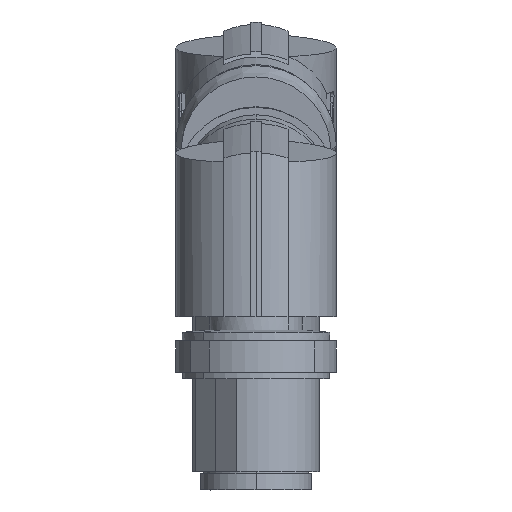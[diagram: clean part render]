
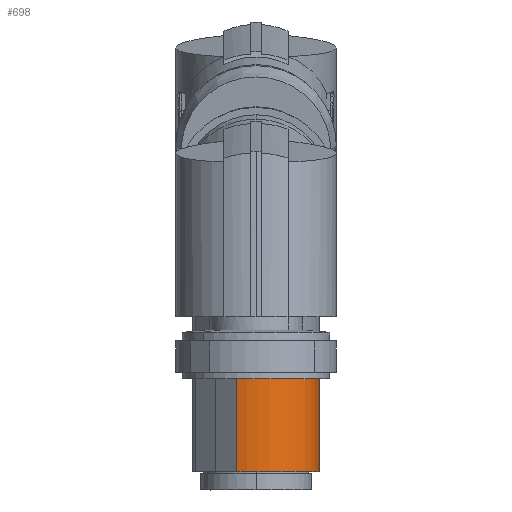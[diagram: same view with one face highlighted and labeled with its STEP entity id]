
A CAD part, front view. The second image highlights one B-rep face of the part: STEP entity #698.
In plain terms, the highlighted cylindrical face has radius 5.942 mm (diameter 11.884 mm), a partial arc.
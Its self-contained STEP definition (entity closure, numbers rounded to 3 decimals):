
#698=ADVANCED_FACE('',(#1422),#1423,.T.);
#1422=FACE_OUTER_BOUND('',#2362,.T.);
#1423=CYLINDRICAL_SURFACE('',#2363,5.942);
#2362=EDGE_LOOP('',(#4853,#4854,#4855,#4856));
#2363=AXIS2_PLACEMENT_3D('',#4857,#4858,#4859);
#4853=ORIENTED_EDGE('',*,*,#6550,.T.);
#4854=ORIENTED_EDGE('',*,*,#6526,.F.);
#4855=ORIENTED_EDGE('',*,*,#6542,.F.);
#4856=ORIENTED_EDGE('',*,*,#6537,.T.);
#4857=CARTESIAN_POINT('',(7.502,7.998,14.234));
#4858=DIRECTION('',(0.,0.,-1.0));
#4859=DIRECTION('',(0.706,0.709,0.));
#6526=EDGE_CURVE('',#9505,#9506,#9507,.T.);
#6537=EDGE_CURVE('',#9527,#9525,#9528,.T.);
#6542=EDGE_CURVE('',#9527,#9505,#9533,.T.);
#6550=EDGE_CURVE('',#9525,#9506,#9541,.T.);
#9505=VERTEX_POINT('',#13566);
#9506=VERTEX_POINT('',#13567);
#9507=CIRCLE('',#13568,5.942);
#9525=VERTEX_POINT('',#13592);
#9527=VERTEX_POINT('',#13595);
#9528=CIRCLE('',#13596,5.942);
#9533=LINE('',#13603,#13604);
#9541=LINE('',#13615,#13616);
#13566=CARTESIAN_POINT('',(5.711,2.332,10.4));
#13567=CARTESIAN_POINT('',(13.16,9.813,10.4));
#13568=AXIS2_PLACEMENT_3D('',#15823,#15824,#15825);
#13592=CARTESIAN_POINT('',(13.16,9.813,1.7));
#13595=CARTESIAN_POINT('',(5.711,2.332,1.7));
#13596=AXIS2_PLACEMENT_3D('',#15839,#15840,#15841);
#13603=CARTESIAN_POINT('',(5.711,2.332,1.7));
#13604=VECTOR('',#15847,1.0);
#13615=CARTESIAN_POINT('',(13.16,9.813,1.7));
#13616=VECTOR('',#15851,1.0);
#15823=CARTESIAN_POINT('',(7.502,7.998,10.4));
#15824=DIRECTION('',(0.,0.,1.0));
#15825=DIRECTION('',(-0.301,-0.953,0.));
#15839=CARTESIAN_POINT('',(7.502,7.998,1.7));
#15840=DIRECTION('',(0.,0.,1.0));
#15841=DIRECTION('',(-0.301,-0.953,0.));
#15847=DIRECTION('',(0.,0.,1.0));
#15851=DIRECTION('',(0.,0.,1.0));
